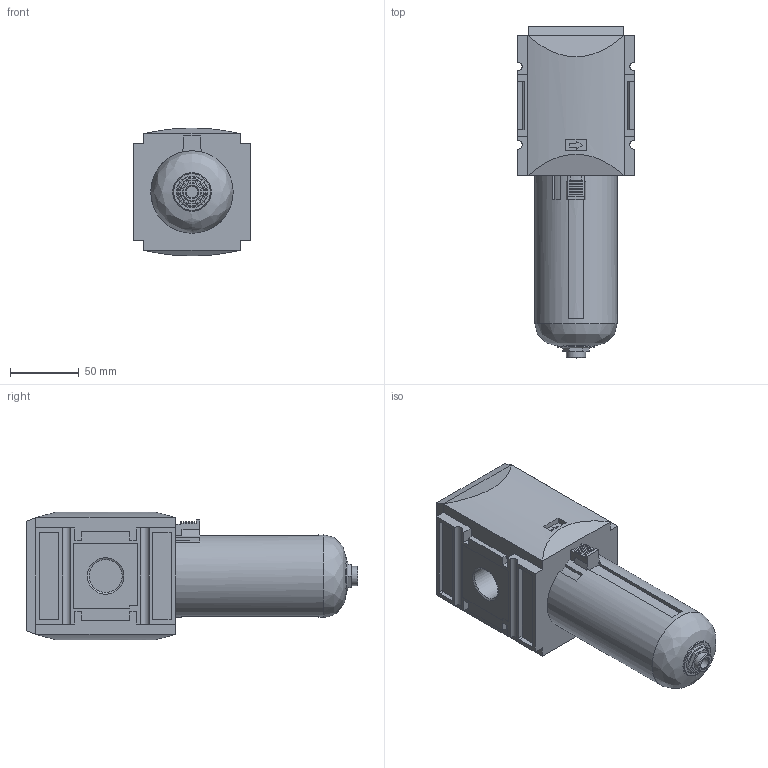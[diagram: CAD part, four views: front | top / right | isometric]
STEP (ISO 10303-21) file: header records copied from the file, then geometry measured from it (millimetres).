
FILE_DESCRIPTION( ( 'STEP AP203' ), '1' );
FILE_NAME( '91334_FF00_2_03.stp', ' ', ( ' ' ), ( ' ' ), 'PSStep 15.0.47', 'PARTsolutions', ' ' );
FILE_SCHEMA( ( 'CONFIG_CONTROL_DESIGN' ) );
Length unit declared in the file: millimetre
Products named in the file (3): 91334.FF00; _FU 6190G 3/4000-1; _FU 6190_0
Assembly tree (2 placements, depth 2):
  91334.FF00
    _FU 6190G 3/4000-1
    _FU 6190_0
Bounding box: 85 x 242 x 93.28 mm (x, y, z)
Volume: 1085097.1 mm3; surface area: 93231.1 mm2
Topology: 2 solids, 2 shells, 268 faces, 706 edges, 463 vertices
Faces by surface type: plane 191, cylinder 57, cone 16, torus 3, bspline 1
Full cylindrical faces by diameter (mm): 8.566 x1, 14 x1, 22 x1, 23 x1, 24.117 x2, 27 x1, 60 x1
Entity records: 8247 total; most frequent: CARTESIAN_POINT 1528, ORIENTED_EDGE 1360, DIRECTION 1354, EDGE_CURVE 680, LINE 506, VECTOR 506, VERTEX_POINT 456, AXIS2_PLACEMENT_3D 424
